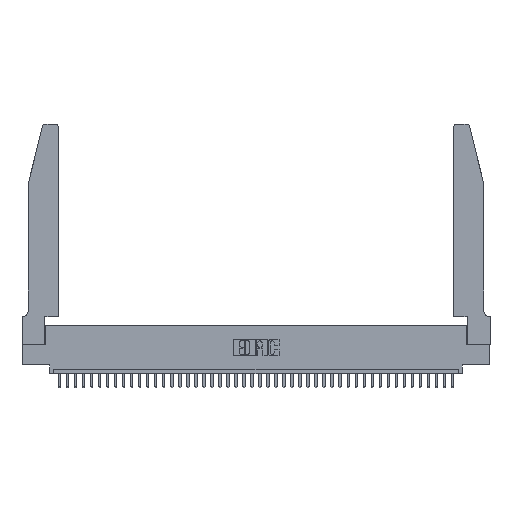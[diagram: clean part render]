
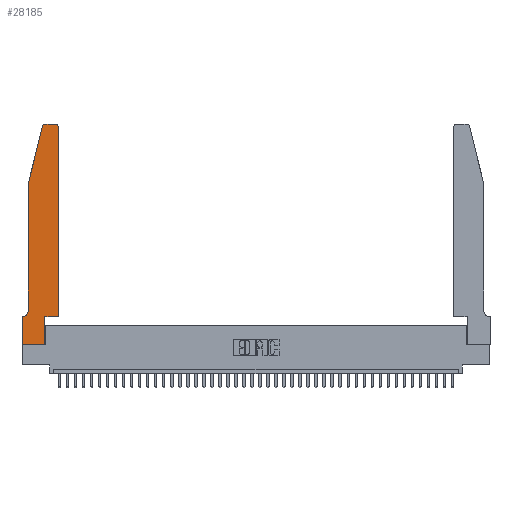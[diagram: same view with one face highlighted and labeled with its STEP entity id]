
A CAD part, top view. The second image highlights one B-rep face of the part: STEP entity #28185.
In plain terms, the highlighted planar face has unit normal (0, 0, 1).
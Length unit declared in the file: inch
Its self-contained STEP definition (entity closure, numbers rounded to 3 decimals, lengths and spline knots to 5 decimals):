
#241 = AXIS2_PLACEMENT_3D ( 'NONE', #22208, #31853, #35333 ) ;
#644 = CARTESIAN_POINT ( 'NONE',  ( 0., 0., 0.37 ) ) ;
#948 = CARTESIAN_POINT ( 'NONE',  ( 0.4205, 2.75, 0.37 ) ) ;
#1272 = CARTESIAN_POINT ( 'NONE',  ( 0., 0., 0.37 ) ) ;
#1602 = ORIENTED_EDGE ( 'NONE', *, *, #35652, .T. ) ;
#2084 = VECTOR ( 'NONE', #32685, 39.37008 ) ;
#2226 = EDGE_CURVE ( 'NONE', #30585, #2496, #15391, .T. ) ;
#2283 = EDGE_CURVE ( 'NONE', #15931, #38111, #22372, .T. ) ;
#2289 = CARTESIAN_POINT ( 'NONE',  ( 0., 0.35, 0.37 ) ) ;
#2496 = VERTEX_POINT ( 'NONE', #41417 ) ;
#2814 = CIRCLE ( 'NONE', #9372, 0.03 ) ;
#2921 = VECTOR ( 'NONE', #35157, 39.37008 ) ;
#3532 = EDGE_CURVE ( 'NONE', #12293, #11980, #9224, .T. ) ;
#3796 = ORIENTED_EDGE ( 'NONE', *, *, #34937, .T. ) ;
#4020 = DIRECTION ( 'NONE',  ( 0., 0., 1. ) ) ;
#5632 = VERTEX_POINT ( 'NONE', #2289 ) ;
#5800 = CARTESIAN_POINT ( 'NONE',  ( 0., 0., 0.37 ) ) ;
#6833 = CARTESIAN_POINT ( 'NONE',  ( 0., 0.35, 0.37 ) ) ;
#7398 = DIRECTION ( 'NONE',  ( 1., 0., 0. ) ) ;
#8070 = ORIENTED_EDGE ( 'NONE', *, *, #2283, .T. ) ;
#9224 = LINE ( 'NONE', #27459, #28731 ) ;
#9372 = AXIS2_PLACEMENT_3D ( 'NONE', #21616, #31267, #15292 ) ;
#9457 = LINE ( 'NONE', #37598, #2921 ) ;
#9470 = CARTESIAN_POINT ( 'NONE',  ( 0.0755, 0.35, 0.37 ) ) ;
#9484 = ORIENTED_EDGE ( 'NONE', *, *, #33330, .T. ) ;
#9513 = VECTOR ( 'NONE', #39378, 39.37008 ) ;
#9834 = DIRECTION ( 'NONE',  ( 0., 1., 0. ) ) ;
#9890 = VECTOR ( 'NONE', #33292, 39.37008 ) ;
#11083 = LINE ( 'NONE', #5800, #2084 ) ;
#11552 = CARTESIAN_POINT ( 'NONE',  ( 0.4505, 2.72, 0.37 ) ) ;
#11580 = CARTESIAN_POINT ( 'NONE',  ( 0.4505, 0.35, 0.37 ) ) ;
#11809 = VERTEX_POINT ( 'NONE', #31343 ) ;
#11980 = VERTEX_POINT ( 'NONE', #17147 ) ;
#12027 = VERTEX_POINT ( 'NONE', #1272 ) ;
#12293 = VERTEX_POINT ( 'NONE', #948 ) ;
#14218 = DIRECTION ( 'NONE',  ( 0., 0., 1. ) ) ;
#15292 = DIRECTION ( 'NONE',  ( 1., 0., 0. ) ) ;
#15348 = EDGE_CURVE ( 'NONE', #11980, #30585, #2814, .T. ) ;
#15391 = LINE ( 'NONE', #40788, #33372 ) ;
#15931 = VERTEX_POINT ( 'NONE', #19398 ) ;
#16203 = ORIENTED_EDGE ( 'NONE', *, *, #20188, .T. ) ;
#16384 = ORIENTED_EDGE ( 'NONE', *, *, #2226, .T. ) ;
#17147 = CARTESIAN_POINT ( 'NONE',  ( 0.284, 2.75, 0.37 ) ) ;
#17719 = EDGE_CURVE ( 'NONE', #24232, #39443, #32627, .T. ) ;
#17748 = ORIENTED_EDGE ( 'NONE', *, *, #15348, .T. ) ;
#18263 = EDGE_LOOP ( 'NONE', ( #30627, #17748, #16384, #1602, #16203, #9484, #19779, #3796, #8070, #27487, #22534, #18363 ) ) ;
#18363 = ORIENTED_EDGE ( 'NONE', *, *, #23982, .T. ) ;
#18894 = CARTESIAN_POINT ( 'NONE',  ( 0.2865, 0.35, 0.37 ) ) ;
#19363 = VECTOR ( 'NONE', #22111, 39.37008 ) ;
#19398 = CARTESIAN_POINT ( 'NONE',  ( 0.2865, 0., 0.37 ) ) ;
#19779 = ORIENTED_EDGE ( 'NONE', *, *, #22546, .T. ) ;
#19992 = LINE ( 'NONE', #644, #9513 ) ;
#20188 = EDGE_CURVE ( 'NONE', #24967, #11809, #36540, .T. ) ;
#20981 = DIRECTION ( 'NONE',  ( 0., 1., 0. ) ) ;
#21464 = DIRECTION ( 'NONE',  ( -1., 0., 0. ) ) ;
#21616 = CARTESIAN_POINT ( 'NONE',  ( 0.284, 2.72, 0.37 ) ) ;
#22111 = DIRECTION ( 'NONE',  ( -1., 0., 0. ) ) ;
#22208 = CARTESIAN_POINT ( 'NONE',  ( 0.0055, 0.42, 0.37 ) ) ;
#22372 = LINE ( 'NONE', #18894, #38883 ) ;
#22534 = ORIENTED_EDGE ( 'NONE', *, *, #17719, .T. ) ;
#22546 = EDGE_CURVE ( 'NONE', #5632, #12027, #11083, .T. ) ;
#23060 = CARTESIAN_POINT ( 'NONE',  ( 0.2865, 0.35, 0.37 ) ) ;
#23606 = DIRECTION ( 'NONE',  ( 1., 0., 0. ) ) ;
#23982 = EDGE_CURVE ( 'NONE', #39443, #12293, #32483, .T. ) ;
#24205 = CARTESIAN_POINT ( 'NONE',  ( 0.4205, 2.72, 0.37 ) ) ;
#24232 = VERTEX_POINT ( 'NONE', #39146 ) ;
#24430 = LINE ( 'NONE', #9470, #19363 ) ;
#24921 = CARTESIAN_POINT ( 'NONE',  ( 0.0755, 0.42, 0.37 ) ) ;
#24967 = VERTEX_POINT ( 'NONE', #24921 ) ;
#27013 = CARTESIAN_POINT ( 'NONE',  ( 0.0755, 2., 0.37 ) ) ;
#27459 = CARTESIAN_POINT ( 'NONE',  ( 0.2605, 2.75, 0.37 ) ) ;
#27487 = ORIENTED_EDGE ( 'NONE', *, *, #32527, .T. ) ;
#28148 = DIRECTION ( 'NONE',  ( -0.239, -0.971, 0. ) ) ;
#28185 = ADVANCED_FACE ( 'NONE', ( #29834 ), #29410, .T. ) ;
#28731 = VECTOR ( 'NONE', #21464, 39.37008 ) ;
#29410 = PLANE ( 'NONE',  #30789 ) ;
#29834 = FACE_OUTER_BOUND ( 'NONE', #18263, .T. ) ;
#30585 = VERTEX_POINT ( 'NONE', #40837 ) ;
#30627 = ORIENTED_EDGE ( 'NONE', *, *, #3532, .T. ) ;
#30711 = VECTOR ( 'NONE', #20981, 39.37008 ) ;
#30789 = AXIS2_PLACEMENT_3D ( 'NONE', #6833, #4020, #7398 ) ;
#31267 = DIRECTION ( 'NONE',  ( 0., 0., 1. ) ) ;
#31343 = CARTESIAN_POINT ( 'NONE',  ( 0.0055, 0.35, 0.37 ) ) ;
#31853 = DIRECTION ( 'NONE',  ( 0., 0., -1. ) ) ;
#32483 = CIRCLE ( 'NONE', #36853, 0.03 ) ;
#32527 = EDGE_CURVE ( 'NONE', #38111, #24232, #9457, .T. ) ;
#32627 = LINE ( 'NONE', #11580, #30711 ) ;
#32685 = DIRECTION ( 'NONE',  ( 0., -1., 0. ) ) ;
#33292 = DIRECTION ( 'NONE',  ( 0., -1., 0. ) ) ;
#33330 = EDGE_CURVE ( 'NONE', #11809, #5632, #24430, .T. ) ;
#33372 = VECTOR ( 'NONE', #28148, 39.37008 ) ;
#33493 = LINE ( 'NONE', #27013, #9890 ) ;
#34937 = EDGE_CURVE ( 'NONE', #12027, #15931, #19992, .T. ) ;
#35157 = DIRECTION ( 'NONE',  ( 1., 0., 0. ) ) ;
#35333 = DIRECTION ( 'NONE',  ( -1., 0., 0. ) ) ;
#35652 = EDGE_CURVE ( 'NONE', #2496, #24967, #33493, .T. ) ;
#36540 = CIRCLE ( 'NONE', #241, 0.07 ) ;
#36853 = AXIS2_PLACEMENT_3D ( 'NONE', #24205, #14218, #23606 ) ;
#37598 = CARTESIAN_POINT ( 'NONE',  ( 0.4505, 0.35, 0.37 ) ) ;
#38111 = VERTEX_POINT ( 'NONE', #23060 ) ;
#38883 = VECTOR ( 'NONE', #9834, 39.37008 ) ;
#39146 = CARTESIAN_POINT ( 'NONE',  ( 0.4505, 0.35, 0.37 ) ) ;
#39378 = DIRECTION ( 'NONE',  ( 1., 0., 0. ) ) ;
#39443 = VERTEX_POINT ( 'NONE', #11552 ) ;
#40788 = CARTESIAN_POINT ( 'NONE',  ( 0.0755, 2., 0.37 ) ) ;
#40837 = CARTESIAN_POINT ( 'NONE',  ( 0.25487, 2.72718, 0.37 ) ) ;
#41417 = CARTESIAN_POINT ( 'NONE',  ( 0.0755, 2., 0.37 ) ) ;
